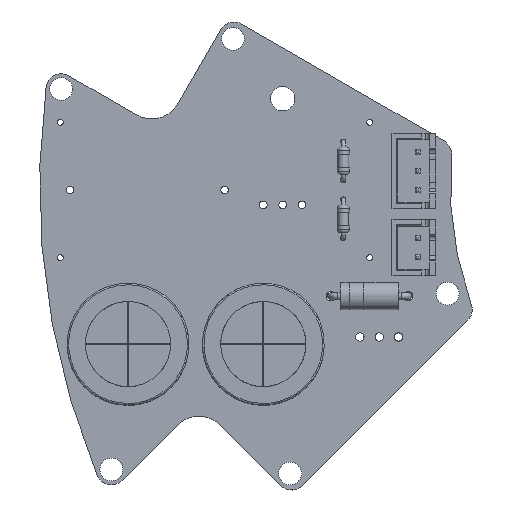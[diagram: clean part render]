
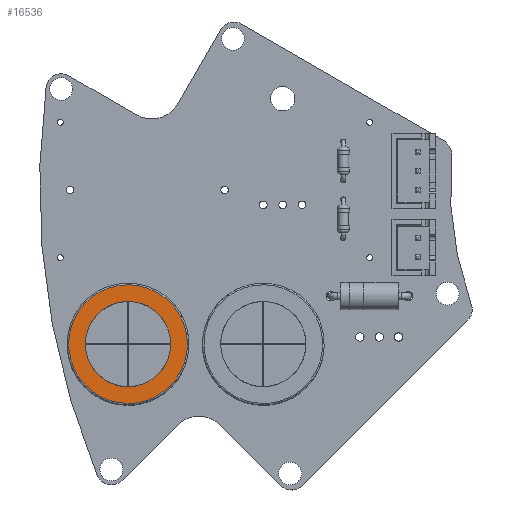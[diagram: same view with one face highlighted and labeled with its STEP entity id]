
A CAD part, top view. The second image highlights one B-rep face of the part: STEP entity #16536.
In plain terms, the highlighted free-form (B-spline) face has degree [1, 1] with [2, 2] control points.
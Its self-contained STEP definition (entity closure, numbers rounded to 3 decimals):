
#16416 = ( BOUNDED_SURFACE() B_SPLINE_SURFACE(2,2,(
    (#16417,#16418,#16419)
    ,(#16420,#16421,#16422)
    ,(#16423,#16424,#16425)
    ,(#16426,#16427,#16428)
    ,(#16429,#16430,#16431)
    ,(#16432,#16433,#16434)
    ,(#16435,#16436,#16437
)),.UNSPECIFIED.,.T.,.F.,.F.) B_SPLINE_SURFACE_WITH_KNOTS((1,2,2,2,2,1),
  (3,3),(-2.094,0.,2.094,4.189,6.283,
    8.378),(0.,1.571),.UNSPECIFIED.) 
GEOMETRIC_REPRESENTATION_ITEM() RATIONAL_B_SPLINE_SURFACE((
    (1.,0.707,1.)
    ,(0.5,0.354,0.5)
    ,(1.,0.707,1.)
    ,(0.5,0.354,0.5)
    ,(1.,0.707,1.)
    ,(0.5,0.354,0.5)
,(1.,0.707,1.))) REPRESENTATION_ITEM('') SURFACE() );
#16417 = CARTESIAN_POINT('',(11.75,0.,31.3));
#16418 = CARTESIAN_POINT('',(11.75,0.,31.5));
#16419 = CARTESIAN_POINT('',(11.55,0.,31.5));
#16420 = CARTESIAN_POINT('',(11.75,13.856,31.3));
#16421 = CARTESIAN_POINT('',(11.75,13.856,31.5));
#16422 = CARTESIAN_POINT('',(11.55,13.51,31.5));
#16423 = CARTESIAN_POINT('',(-0.25,6.928,31.3));
#16424 = CARTESIAN_POINT('',(-0.25,6.928,31.5));
#16425 = CARTESIAN_POINT('',(-0.15,6.755,31.5));
#16426 = CARTESIAN_POINT('',(-12.25,0.,31.3));
#16427 = CARTESIAN_POINT('',(-12.25,0.,31.5));
#16428 = CARTESIAN_POINT('',(-11.85,0.,31.5));
#16429 = CARTESIAN_POINT('',(-0.25,-6.928,31.3));
#16430 = CARTESIAN_POINT('',(-0.25,-6.928,31.5));
#16431 = CARTESIAN_POINT('',(-0.15,-6.755,31.5));
#16432 = CARTESIAN_POINT('',(11.75,-13.856,31.3));
#16433 = CARTESIAN_POINT('',(11.75,-13.856,31.5));
#16434 = CARTESIAN_POINT('',(11.55,-13.51,31.5));
#16435 = CARTESIAN_POINT('',(11.75,0.,31.3));
#16436 = CARTESIAN_POINT('',(11.75,0.,31.5));
#16437 = CARTESIAN_POINT('',(11.55,0.,31.5));
#16475 = VERTEX_POINT('',#16476);
#16476 = CARTESIAN_POINT('',(11.55,0.,31.5));
#16497 = EDGE_CURVE('',#16475,#16475,#16498,.T.);
#16498 = SURFACE_CURVE('',#16499,(#16507,#16518),.PCURVE_S1.);
#16499 = ( BOUNDED_CURVE() B_SPLINE_CURVE(2,(#16500,#16501,#16502,#16503
    ,#16504,#16505,#16506),.UNSPECIFIED.,.T.,.F.) 
B_SPLINE_CURVE_WITH_KNOTS((1,2,2,2,2,1),(-2.094,0.,
    2.094,4.189,6.283,8.378),
.UNSPECIFIED.) CURVE() GEOMETRIC_REPRESENTATION_ITEM() 
RATIONAL_B_SPLINE_CURVE((1.,0.5,1.,0.5,1.,0.5,1.)) REPRESENTATION_ITEM(
  '') );
#16500 = CARTESIAN_POINT('',(11.55,0.,31.5));
#16501 = CARTESIAN_POINT('',(11.55,-13.51,31.5));
#16502 = CARTESIAN_POINT('',(-0.15,-6.755,31.5));
#16503 = CARTESIAN_POINT('',(-11.85,0.,31.5));
#16504 = CARTESIAN_POINT('',(-0.15,6.755,31.5));
#16505 = CARTESIAN_POINT('',(11.55,13.51,31.5));
#16506 = CARTESIAN_POINT('',(11.55,0.,31.5));
#16507 = PCURVE('',#16416,#16508);
#16508 = DEFINITIONAL_REPRESENTATION('',(#16509),#16517);
#16509 = B_SPLINE_CURVE_WITH_KNOTS('',2,(#16510,#16511,#16512,#16513,
    #16514,#16515,#16516),.UNSPECIFIED.,.F.,.F.,(3,2,2,3),(0.,
    2.094,4.189,6.283),
  .PIECEWISE_BEZIER_KNOTS.);
#16510 = CARTESIAN_POINT('',(6.283,1.571));
#16511 = CARTESIAN_POINT('',(5.236,1.571));
#16512 = CARTESIAN_POINT('',(4.189,1.571));
#16513 = CARTESIAN_POINT('',(3.142,1.571));
#16514 = CARTESIAN_POINT('',(2.094,1.571));
#16515 = CARTESIAN_POINT('',(1.047,1.571));
#16516 = CARTESIAN_POINT('',(0.,1.571));
#16517 = ( GEOMETRIC_REPRESENTATION_CONTEXT(2) 
PARAMETRIC_REPRESENTATION_CONTEXT() REPRESENTATION_CONTEXT('2D SPACE',''
  ) );
#16518 = PCURVE('',#16519,#16524);
#16519 = B_SPLINE_SURFACE_WITH_KNOTS('',1,1,(
    (#16520,#16521)
    ,(#16522,#16523
    )),.UNSPECIFIED.,.F.,.F.,.F.,(2,2),(2,2),(-7.8,7.8),(-7.8,7.8),
  .PIECEWISE_BEZIER_KNOTS.);
#16520 = CARTESIAN_POINT('',(-4.05,7.8,31.5));
#16521 = CARTESIAN_POINT('',(-4.05,-7.8,31.5));
#16522 = CARTESIAN_POINT('',(11.55,7.8,31.5));
#16523 = CARTESIAN_POINT('',(11.55,-7.8,31.5));
#16524 = DEFINITIONAL_REPRESENTATION('',(#16525),#16533);
#16525 = ( BOUNDED_CURVE() B_SPLINE_CURVE(2,(#16526,#16527,#16528,#16529
    ,#16530,#16531,#16532),.UNSPECIFIED.,.T.,.F.) 
B_SPLINE_CURVE_WITH_KNOTS((3,2,2,3),(0.,2.094,4.189,
6.283),.PIECEWISE_BEZIER_KNOTS.) CURVE() 
GEOMETRIC_REPRESENTATION_ITEM() RATIONAL_B_SPLINE_CURVE((1.,0.5,1.,0.5,
1.,0.5,1.)) REPRESENTATION_ITEM('') );
#16526 = CARTESIAN_POINT('',(7.8,0.));
#16527 = CARTESIAN_POINT('',(7.8,13.51));
#16528 = CARTESIAN_POINT('',(-3.9,6.755));
#16529 = CARTESIAN_POINT('',(-15.6,0.));
#16530 = CARTESIAN_POINT('',(-3.9,-6.755));
#16531 = CARTESIAN_POINT('',(7.8,-13.51));
#16532 = CARTESIAN_POINT('',(7.8,0.));
#16533 = ( GEOMETRIC_REPRESENTATION_CONTEXT(2) 
PARAMETRIC_REPRESENTATION_CONTEXT() REPRESENTATION_CONTEXT('2D SPACE',''
  ) );
#16536 = ADVANCED_FACE('',(#16537,#16540),#16519,.F.);
#16537 = FACE_BOUND('',#16538,.F.);
#16538 = EDGE_LOOP('',(#16539));
#16539 = ORIENTED_EDGE('',*,*,#16497,.T.);
#16540 = FACE_BOUND('',#16541,.F.);
#16541 = EDGE_LOOP('',(#16542));
#16542 = ORIENTED_EDGE('',*,*,#16543,.F.);
#16543 = EDGE_CURVE('',#16544,#16544,#16546,.T.);
#16544 = VERTEX_POINT('',#16545);
#16545 = CARTESIAN_POINT('',(9.35,0.,31.5));
#16546 = SURFACE_CURVE('',#16547,(#16555,#16566),.PCURVE_S1.);
#16547 = ( BOUNDED_CURVE() B_SPLINE_CURVE(2,(#16548,#16549,#16550,#16551
    ,#16552,#16553,#16554),.UNSPECIFIED.,.T.,.F.) 
B_SPLINE_CURVE_WITH_KNOTS((1,2,2,2,2,1),(-2.094,0.,
    2.094,4.189,6.283,8.378),
.UNSPECIFIED.) CURVE() GEOMETRIC_REPRESENTATION_ITEM() 
RATIONAL_B_SPLINE_CURVE((1.,0.5,1.,0.5,1.,0.5,1.)) REPRESENTATION_ITEM(
  '') );
#16548 = CARTESIAN_POINT('',(9.35,0.,31.5));
#16549 = CARTESIAN_POINT('',(9.35,-9.699,31.5));
#16550 = CARTESIAN_POINT('',(0.95,-4.85,31.5));
#16551 = CARTESIAN_POINT('',(-7.45,0.,31.5));
#16552 = CARTESIAN_POINT('',(0.95,4.85,31.5));
#16553 = CARTESIAN_POINT('',(9.35,9.699,31.5));
#16554 = CARTESIAN_POINT('',(9.35,0.,31.5));
#16555 = PCURVE('',#16519,#16556);
#16556 = DEFINITIONAL_REPRESENTATION('',(#16557),#16565);
#16557 = ( BOUNDED_CURVE() B_SPLINE_CURVE(2,(#16558,#16559,#16560,#16561
    ,#16562,#16563,#16564),.UNSPECIFIED.,.T.,.F.) 
B_SPLINE_CURVE_WITH_KNOTS((3,2,2,3),(0.,2.094,4.189,
6.283),.PIECEWISE_BEZIER_KNOTS.) CURVE() 
GEOMETRIC_REPRESENTATION_ITEM() RATIONAL_B_SPLINE_CURVE((1.,0.5,1.,0.5,
1.,0.5,1.)) REPRESENTATION_ITEM('') );
#16558 = CARTESIAN_POINT('',(5.6,0.));
#16559 = CARTESIAN_POINT('',(5.6,9.699));
#16560 = CARTESIAN_POINT('',(-2.8,4.85));
#16561 = CARTESIAN_POINT('',(-11.2,0.));
#16562 = CARTESIAN_POINT('',(-2.8,-4.85));
#16563 = CARTESIAN_POINT('',(5.6,-9.699));
#16564 = CARTESIAN_POINT('',(5.6,0.));
#16565 = ( GEOMETRIC_REPRESENTATION_CONTEXT(2) 
PARAMETRIC_REPRESENTATION_CONTEXT() REPRESENTATION_CONTEXT('2D SPACE',''
  ) );
#16566 = PCURVE('',#16567,#16582);
#16567 = ( BOUNDED_SURFACE() B_SPLINE_SURFACE(2,1,(
    (#16568,#16569)
    ,(#16570,#16571)
    ,(#16572,#16573)
    ,(#16574,#16575)
    ,(#16576,#16577)
    ,(#16578,#16579)
    ,(#16580,#16581
)),.UNSPECIFIED.,.T.,.F.,.F.) B_SPLINE_SURFACE_WITH_KNOTS((1,2,2,2,2,1),
  (2,2),(-2.094,0.,2.094,4.189,6.283,
    8.378),(0.,0.2),.UNSPECIFIED.) 
GEOMETRIC_REPRESENTATION_ITEM() RATIONAL_B_SPLINE_SURFACE((
    (1.,1.)
    ,(0.5,0.5)
    ,(1.,1.)
    ,(0.5,0.5)
    ,(1.,1.)
    ,(0.5,0.5)
,(1.,1.))) REPRESENTATION_ITEM('') SURFACE() );
#16568 = CARTESIAN_POINT('',(9.35,0.,31.5));
#16569 = CARTESIAN_POINT('',(9.35,0.,31.3));
#16570 = CARTESIAN_POINT('',(9.35,-9.699,31.5));
#16571 = CARTESIAN_POINT('',(9.35,-9.699,31.3));
#16572 = CARTESIAN_POINT('',(0.95,-4.85,31.5));
#16573 = CARTESIAN_POINT('',(0.95,-4.85,31.3));
#16574 = CARTESIAN_POINT('',(-7.45,0.,31.5));
#16575 = CARTESIAN_POINT('',(-7.45,0.,31.3));
#16576 = CARTESIAN_POINT('',(0.95,4.85,31.5));
#16577 = CARTESIAN_POINT('',(0.95,4.85,31.3));
#16578 = CARTESIAN_POINT('',(9.35,9.699,31.5));
#16579 = CARTESIAN_POINT('',(9.35,9.699,31.3));
#16580 = CARTESIAN_POINT('',(9.35,0.,31.5));
#16581 = CARTESIAN_POINT('',(9.35,0.,31.3));
#16582 = DEFINITIONAL_REPRESENTATION('',(#16583),#16591);
#16583 = B_SPLINE_CURVE_WITH_KNOTS('',2,(#16584,#16585,#16586,#16587,
    #16588,#16589,#16590),.UNSPECIFIED.,.F.,.F.,(3,2,2,3),(0.,
    2.094,4.189,6.283),
  .PIECEWISE_BEZIER_KNOTS.);
#16584 = CARTESIAN_POINT('',(0.,0.));
#16585 = CARTESIAN_POINT('',(1.047,0.));
#16586 = CARTESIAN_POINT('',(2.094,0.));
#16587 = CARTESIAN_POINT('',(3.142,0.));
#16588 = CARTESIAN_POINT('',(4.189,0.));
#16589 = CARTESIAN_POINT('',(5.236,0.));
#16590 = CARTESIAN_POINT('',(6.283,0.));
#16591 = ( GEOMETRIC_REPRESENTATION_CONTEXT(2) 
PARAMETRIC_REPRESENTATION_CONTEXT() REPRESENTATION_CONTEXT('2D SPACE',''
  ) );
